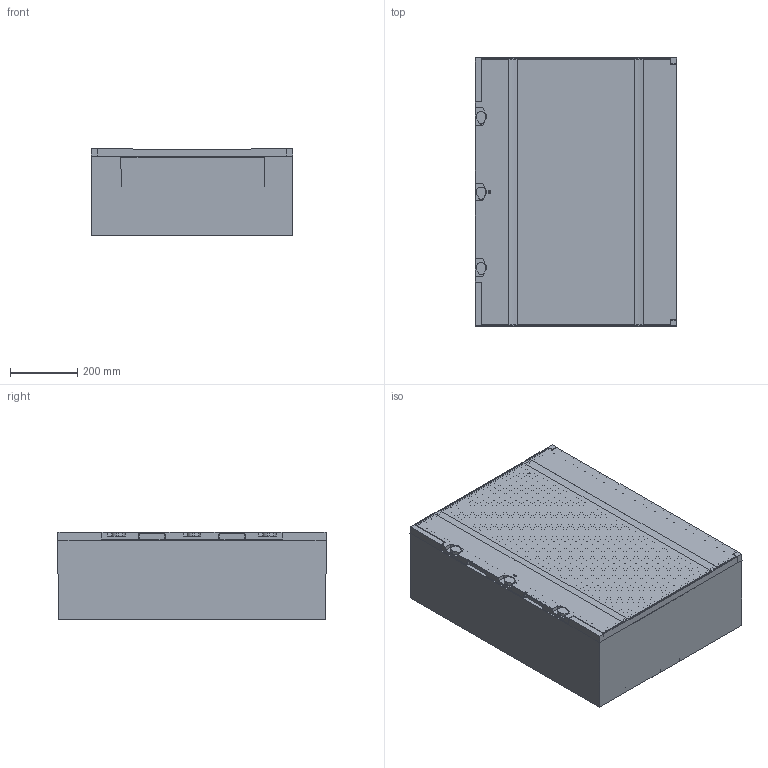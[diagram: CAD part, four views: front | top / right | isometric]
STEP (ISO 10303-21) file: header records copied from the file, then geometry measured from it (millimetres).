
FILE_DESCRIPTION (( 'STEP AP203' ), '1' );
FILE_NAME ('TR5-12-N-080-60-26-65 TETRA 5 Êîðïóñ ïëàñòèê. ÙÌÏï 800õ600õ260ìì IP65 IEK.STEP', '2022-12-27T09:46:36', ( '' ), ( '' ), 'SwSTEP 2.0', 'SolidWorks 2022', '' );
FILE_SCHEMA (( 'CONFIG_CONTROL_DESIGN' ));
Length unit declared in the file: millimetre
Products named in the file (1): TR5-12-N-080-60-26-65 TETRA 5 Корпус пластик. ЩМПп 800х600х260мм IP65 IEK
Bounding box: 600 x 800 x 260.6 mm (x, y, z)
Volume: 18668888.7 mm3; surface area: 4375666.4 mm2
Topology: 3 solids, 7 shells, 3933 faces, 9883 edges, 6538 vertices
Faces by surface type: plane 3267, cone 317, cylinder 191, bspline 110, torus 48
Entity records: 121003 total; most frequent: CARTESIAN_POINT 27456, ORIENTED_EDGE 19766, DIRECTION 17697, EDGE_CURVE 9883, VECTOR 8309, LINE 8309, VERTEX_POINT 6538, AXIS2_PLACEMENT_3D 4694
